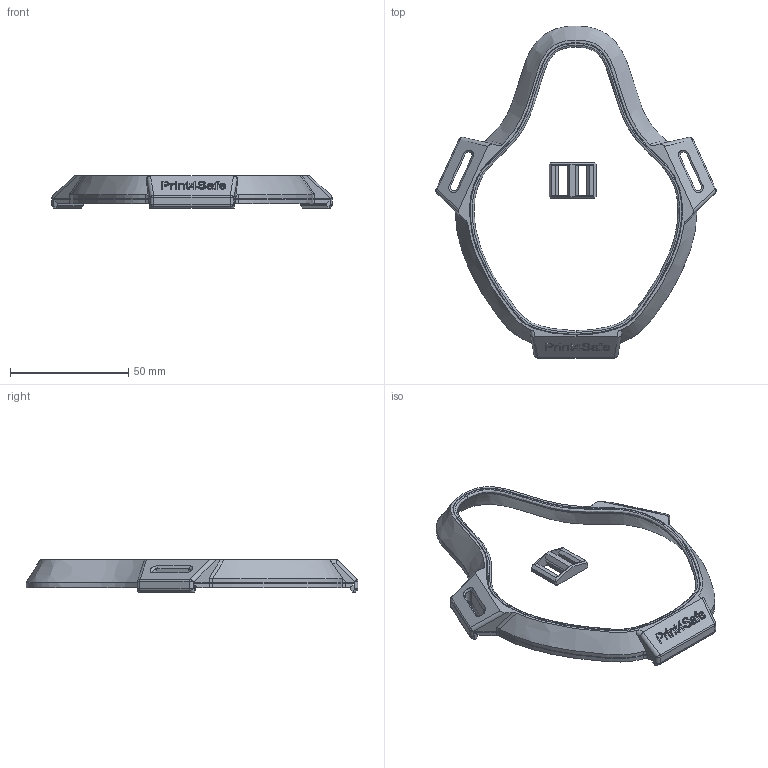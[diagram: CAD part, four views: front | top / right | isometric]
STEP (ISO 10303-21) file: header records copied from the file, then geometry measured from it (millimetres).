
FILE_DESCRIPTION(/* description */ (''),/* implementation_level */ '2;1');
FILE_NAME(/* name */ 'mask_buckle.step',/* time_stamp */ '2020-03-21T14:49:41+01:00',/* author */ (''),/* organization */ (''),/* preprocessor_version */ 'ST-DEVELOPER v18',/* originating_system */ 'Autodesk Translation Framework v8.12.0.6',/* authorisation */ '');
FILE_SCHEMA (('AUTOMOTIVE_DESIGN { 1 0 10303 214 3 1 1 }'));
Length unit declared in the file: millimetre
Products named in the file (1): mask_flat
Bounding box: 118.71 x 140.6 x 13.7 mm (x, y, z)
Volume: 18341.1 mm3; surface area: 23955.9 mm2
Topology: 3 solids, 3 shells, 451 faces, 1221 edges, 778 vertices
Faces by surface type: plane 215, bspline 200, cylinder 36
Entity records: 21172 total; most frequent: CARTESIAN_POINT 11151, ORIENTED_EDGE 2418, DIRECTION 1435, EDGE_CURVE 1209, VERTEX_POINT 778, LINE 711, VECTOR 711, EDGE_LOOP 481
